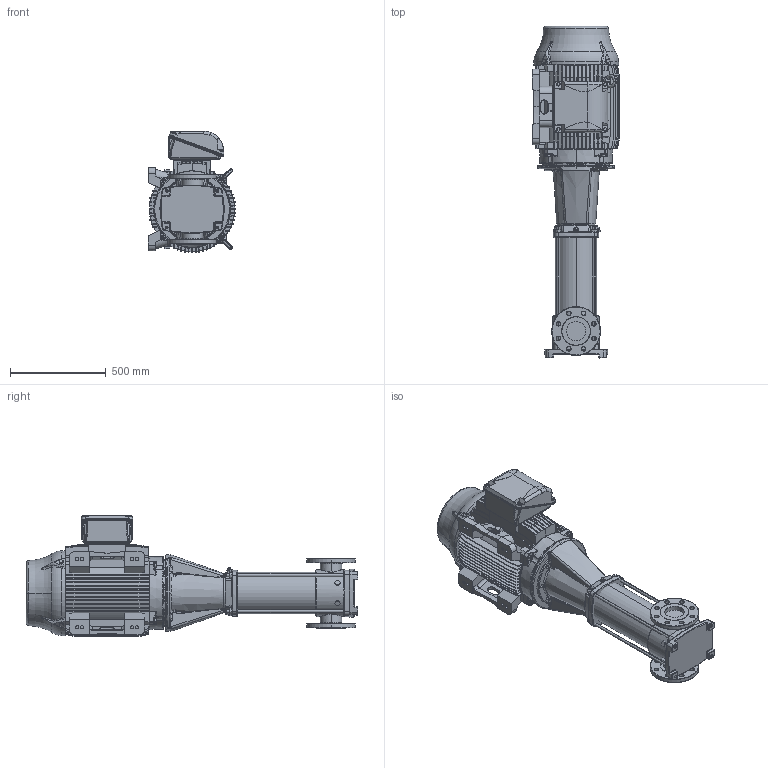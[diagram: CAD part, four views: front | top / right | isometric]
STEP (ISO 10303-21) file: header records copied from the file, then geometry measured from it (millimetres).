
FILE_DESCRIPTION (( 'STEP AP203' ), '1' );
FILE_NAME ('3303143 - MVI-320-5_2-60 HP-364TSC-304-E-230_460~3.step', '2022-03-30T20:10:20', ( '' ), ( '' ), 'SwSTEP 2.0', 'SolidWorks 2021', '' );
FILE_SCHEMA (( 'CONFIG_CONTROL_DESIGN' ));
Products named in the file (5): 2704074 - NEMA V2 60HP 364_5TSC 230_460~3 TEFC; SBI(N)64-5-2; MVI PEO - [304-EPDM]_3304143 - MVI-320-5_2-60 HP-364TSC-304-E-S; TEFC MOTOR_2704074 - NEMA V2 60HP 364_5TSC 230_460~3 TEFC; 3303143 - MVI-320-5_2-60 HP-364TSC-304-E-230_460~3
Assembly tree (4 placements, depth 3):
  3303143 - MVI-320-5_2-60 HP-364TSC-304-E-230_460~3
    MVI PEO - [304-EPDM]_3304143 - MVI-320-5_2-60 HP-364TSC-304-E-S
      SBI(N)64-5-2
    TEFC MOTOR_2704074 - NEMA V2 60HP 364_5TSC 230_460~3 TEFC
      2704074 - NEMA V2 60HP 364_5TSC 230_460~3 TEFC
Bounding box: 456.1 x 1731.31 x 633.81 mm (x, y, z)
Volume: 154327342.5 mm3; surface area: 5095323 mm2
Topology: 8 solids, 39 shells, 4110 faces, 10675 edges, 6652 vertices
Faces by surface type: plane 1389, bspline 968, cone 792, cylinder 789, torus 138, sphere 34
Entity records: 192541 total; most frequent: CARTESIAN_POINT 100481, ORIENTED_EDGE 21078, DIRECTION 16593, EDGE_CURVE 10539, VERTEX_POINT 6649, AXIS2_PLACEMENT_3D 6304, EDGE_LOOP 4378, FACE_OUTER_BOUND 4110
